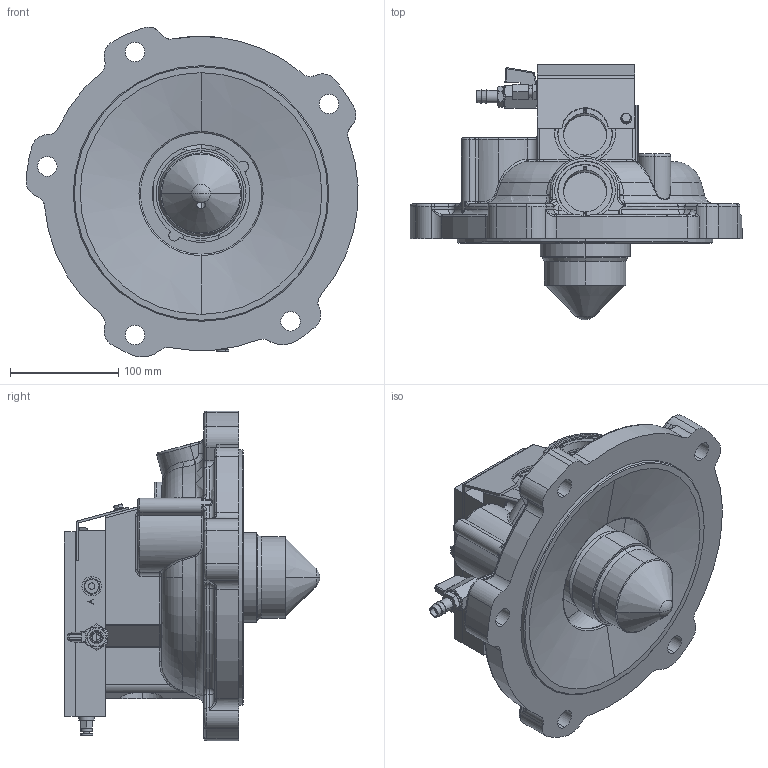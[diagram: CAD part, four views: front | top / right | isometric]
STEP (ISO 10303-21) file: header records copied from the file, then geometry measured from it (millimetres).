
FILE_DESCRIPTION (( 'STEP AP214' ), '1' );
FILE_NAME ('FH5-D_250719.STEP', '2013-07-18T05:56:21', ( 'Admin2' ), ( '' ), 'SwSTEP 2.0', 'SolidWorks 2010', '' );
FILE_SCHEMA (( 'AUTOMOTIVE_DESIGN' ));
Length unit declared in the file: millimetre
Products named in the file (1): FH5-D_250719
Bounding box: 306.28 x 236 x 304.29 mm (x, y, z)
Surface area: 381620.4 mm2 (no closed solid volume)
Topology: 0 solids, 44 shells, 882 faces, 2733 edges, 1818 vertices
Faces by surface type: plane 288, cylinder 260, bspline 122, torus 121, cone 77, sphere 14
Entity records: 48984 total; most frequent: CARTESIAN_POINT 16213, DIRECTION 4662, ORIENTED_EDGE 4531, EDGE_CURVE 2704, VERTEX_POINT 1818, AXIS2_PLACEMENT_3D 1764, VECTOR 1134, LINE 1134
